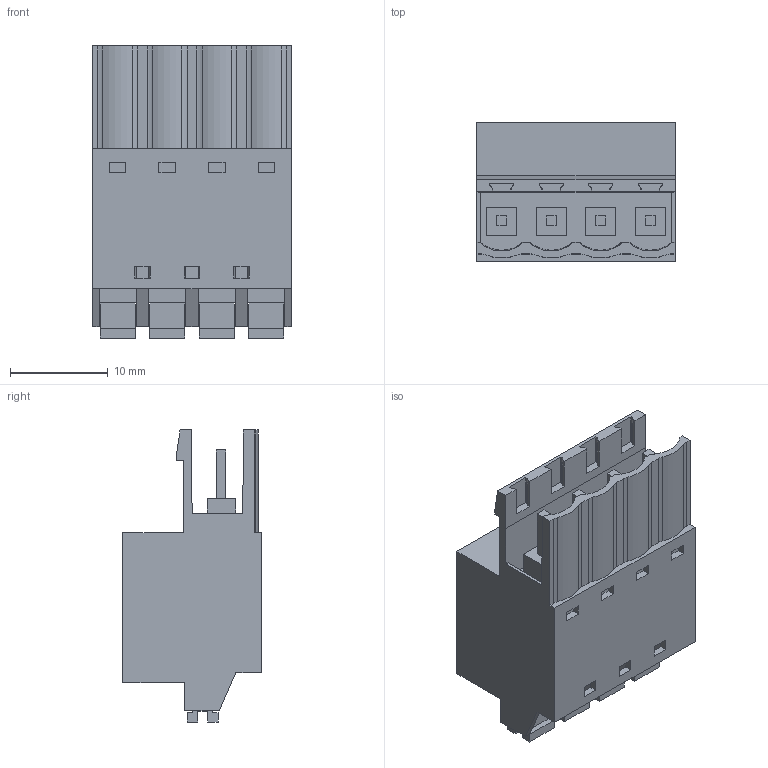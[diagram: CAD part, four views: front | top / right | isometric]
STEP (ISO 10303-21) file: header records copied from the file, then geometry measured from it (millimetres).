
FILE_DESCRIPTION(('CATIA V5 STEP Exchange','CAx-IF Rec.Pracs.--- Model Styling and Organization---1.4--- 2014-01-23'),'2;1');
FILE_NAME ('011665-4_0_1335350000_1335350000.stp','2021-07-01T15:05:57+00:00',('none'),('Weidmueller'),'CATIA Version 5-6 Release 2016 SP3 HF44','CATIA V5 STEP AP214','none');
FILE_SCHEMA(('AUTOMOTIVE_DESIGN { 1 0 10303 214 1 1 1 1 }'));
Length unit declared in the file: millimetre
Products named in the file (1): 1335350000
Bounding box: 20.32 x 14.2 x 29.93 mm (x, y, z)
Volume: 4501.7 mm3; surface area: 4213 mm2
Topology: 9 solids, 9 shells, 393 faces, 1031 edges, 674 vertices
Faces by surface type: plane 349, cylinder 36, extrusion 8
Entity records: 11600 total; most frequent: CARTESIAN_POINT 2413, ORIENTED_EDGE 2062, DIRECTION 1526, EDGE_CURVE 1031, VECTOR 953, LINE 945, VERTEX_POINT 674, EDGE_LOOP 431
